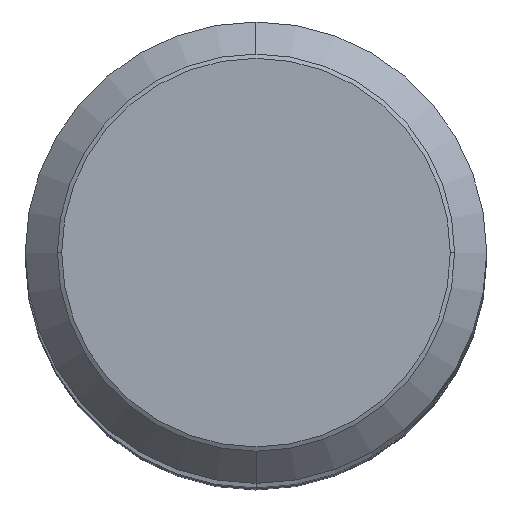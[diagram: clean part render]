
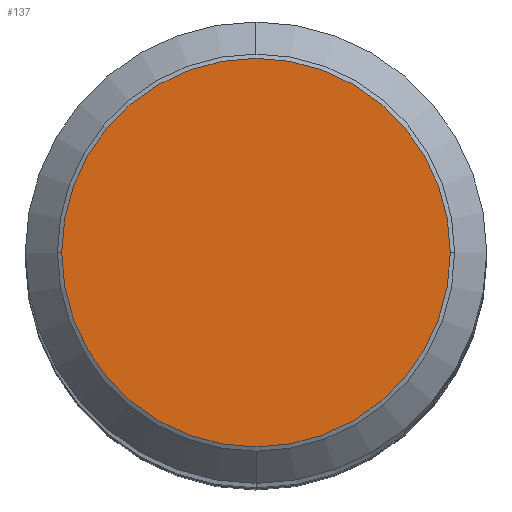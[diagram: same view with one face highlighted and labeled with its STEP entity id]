
A CAD part, top view. The second image highlights one B-rep face of the part: STEP entity #137.
In plain terms, the highlighted planar face has unit normal (0, 0, 1).
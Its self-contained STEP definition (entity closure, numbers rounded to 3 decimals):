
#137=ADVANCED_FACE('',(#330),#331,.T.);
#179=EDGE_CURVE('',#203,#219,#377,.T.);
#189=EDGE_CURVE('',#219,#203,#389,.T.);
#203=VERTEX_POINT('',#405);
#219=VERTEX_POINT('',#422);
#330=FACE_OUTER_BOUND('',#537,.T.);
#331=PLANE('',#538);
#377=CIRCLE('',#601,5.053);
#389=CIRCLE('',#614,5.053);
#405=CARTESIAN_POINT('',(5.053,0.,85.9));
#422=CARTESIAN_POINT('',(-5.053,0.,85.9));
#537=EDGE_LOOP('',(#795,#796));
#538=AXIS2_PLACEMENT_3D('',#797,#798,#799);
#601=AXIS2_PLACEMENT_3D('',#856,#857,#858);
#614=AXIS2_PLACEMENT_3D('',#876,#877,#878);
#795=ORIENTED_EDGE('',*,*,#189,.T.);
#796=ORIENTED_EDGE('',*,*,#179,.T.);
#797=CARTESIAN_POINT('',(0.,-2.55,85.9));
#798=DIRECTION('',(0.0,0.0,1.0));
#799=DIRECTION('',(0.,-1.0,0.0));
#856=CARTESIAN_POINT('',(0.,0.0,85.9));
#857=DIRECTION('',(0.0,0.0,1.0));
#858=DIRECTION('',(-1.0,0.,0.0));
#876=CARTESIAN_POINT('',(0.,0.0,85.9));
#877=DIRECTION('',(0.0,0.0,1.0));
#878=DIRECTION('',(-1.0,0.,0.0));
